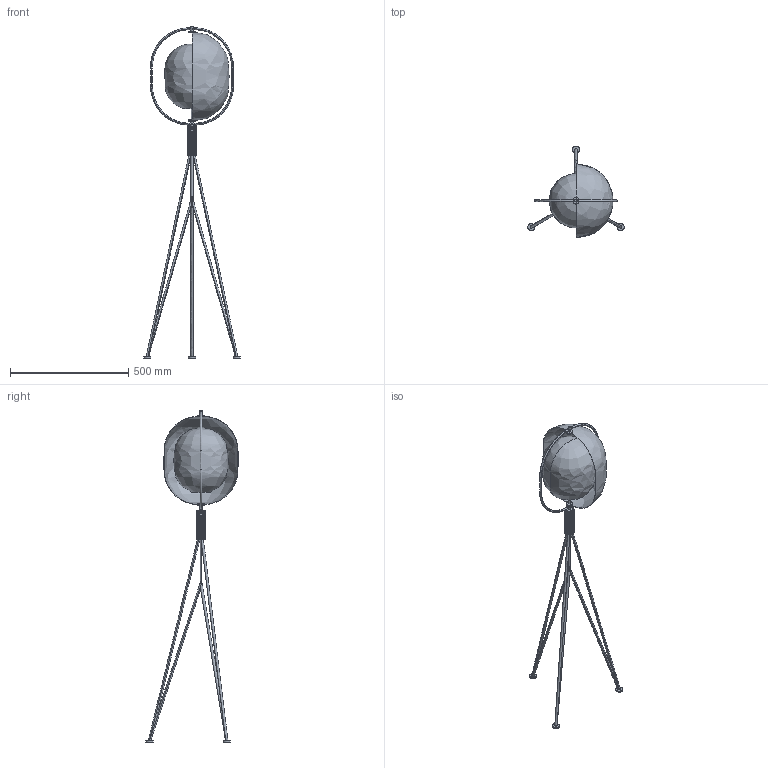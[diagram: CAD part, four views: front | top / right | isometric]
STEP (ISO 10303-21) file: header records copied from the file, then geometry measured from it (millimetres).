
FILE_DESCRIPTION(/* description */ (''),/* implementation_level */ '2;1');
FILE_NAME(/* name */ 'Pearl Floor Lamp',/* time_stamp */ '2020-07-07T11:04:47+02:00',/* author */ (''),/* organization */ (''),/* preprocessor_version */ 'ST-DEVELOPER v15',/* originating_system */ '',/* authorisation */ '');
FILE_SCHEMA (('AUTOMOTIVE_DESIGN'));
Length unit declared in the file: millimetre
Products named in the file (1): Document
Bounding box: 406.95 x 389 x 1401 mm (x, y, z)
Volume: 92522.1 mm3; surface area: 824367 mm2
Topology: 11 solids, 16 shells, 329 faces, 812 edges, 502 vertices
Faces by surface type: plane 193, bspline 136
Entity records: 10689 total; most frequent: CARTESIAN_POINT 5680, ORIENTED_EDGE 1584, EDGE_CURVE 802, VERTEX_POINT 496, B_SPLINE_CURVE_WITH_KNOTS 470, EDGE_LOOP 332, ADVANCED_FACE 329, FACE_OUTER_BOUND 329
